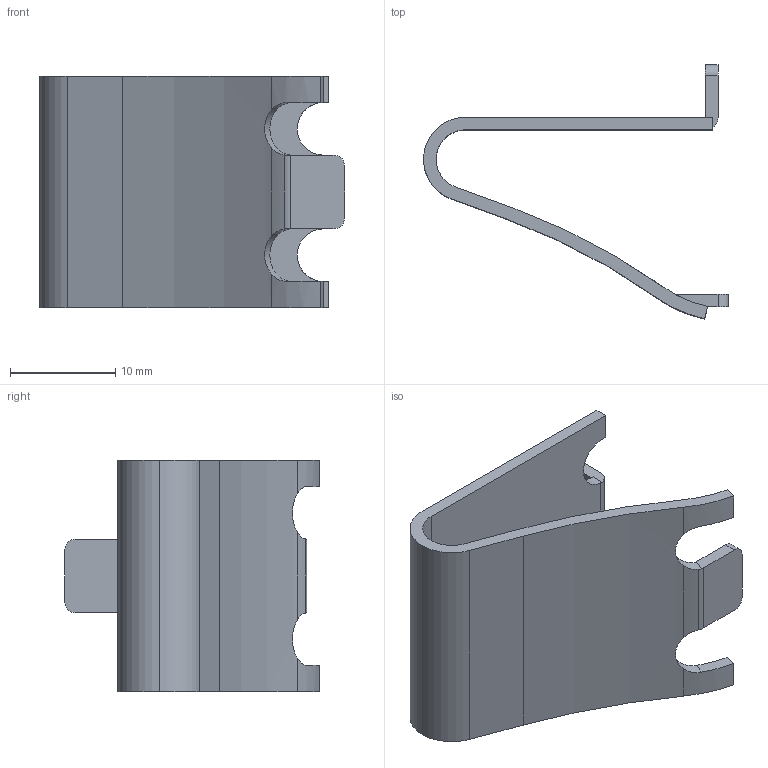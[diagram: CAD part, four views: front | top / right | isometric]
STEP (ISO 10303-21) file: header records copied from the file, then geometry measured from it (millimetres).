
FILE_DESCRIPTION (( 'STEP AP203' ), '1' );
FILE_NAME ('sone3D.STEP', '2016-08-03T04:17:24', ( '' ), ( '' ), 'SwSTEP 2.0', 'SolidWorks 2014', '' );
FILE_SCHEMA (( 'CONFIG_CONTROL_DESIGN' ));
Length unit declared in the file: millimetre
Products named in the file (1): sone3D
Bounding box: 29 x 24.17 x 22 mm (x, y, z)
Volume: 1542.3 mm3; surface area: 2813.9 mm2
Topology: 1 solids, 1 shells, 46 faces, 132 edges, 88 vertices
Faces by surface type: plane 24, cylinder 22
Entity records: 1685 total; most frequent: CARTESIAN_POINT 393, ORIENTED_EDGE 264, DIRECTION 248, EDGE_CURVE 132, VERTEX_POINT 88, AXIS2_PLACEMENT_3D 85, VECTOR 78, LINE 78
